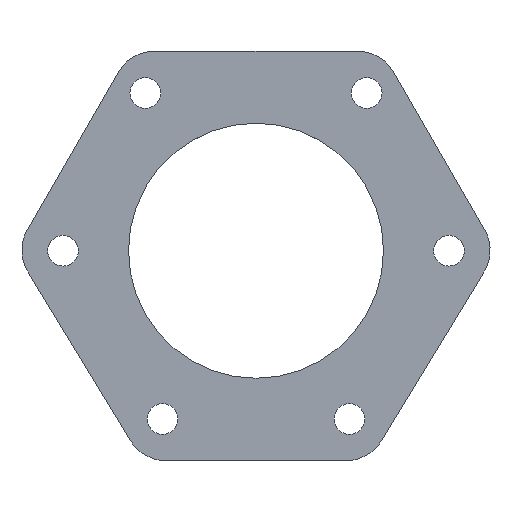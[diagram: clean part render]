
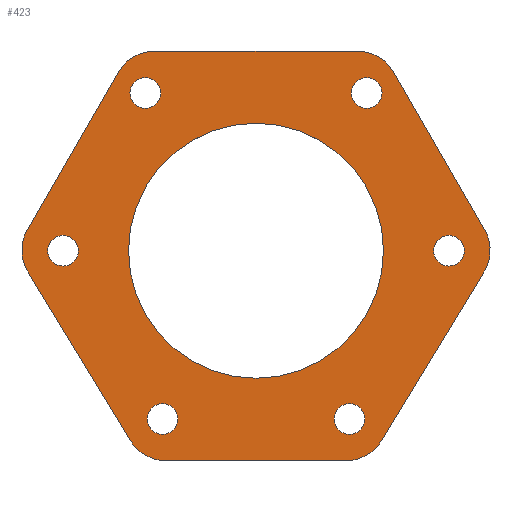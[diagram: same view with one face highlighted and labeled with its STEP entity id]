
A CAD part, top view. The second image highlights one B-rep face of the part: STEP entity #423.
In plain terms, the highlighted planar face has unit normal (0, 0, 1).
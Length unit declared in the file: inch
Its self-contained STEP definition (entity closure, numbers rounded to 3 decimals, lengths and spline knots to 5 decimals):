
#22=FACE_BOUND('',#86,.T.);
#23=FACE_BOUND('',#87,.T.);
#24=FACE_BOUND('',#88,.T.);
#25=FACE_BOUND('',#89,.T.);
#26=FACE_BOUND('',#90,.T.);
#27=FACE_BOUND('',#91,.T.);
#28=FACE_BOUND('',#92,.T.);
#36=PLANE('',#490);
#57=FACE_OUTER_BOUND('',#85,.T.);
#85=EDGE_LOOP('',(#371,#372,#373,#374,#375,#376,#377,#378,#379,#380,#381,
#382));
#86=EDGE_LOOP('',(#383));
#87=EDGE_LOOP('',(#384));
#88=EDGE_LOOP('',(#385));
#89=EDGE_LOOP('',(#386));
#90=EDGE_LOOP('',(#387));
#91=EDGE_LOOP('',(#388));
#92=EDGE_LOOP('',(#389));
#101=LINE('',#666,#132);
#107=LINE('',#681,#138);
#111=LINE('',#691,#142);
#113=LINE('',#697,#144);
#122=LINE('',#731,#153);
#123=LINE('',#733,#154);
#132=VECTOR('',#535,0.3937);
#138=VECTOR('',#551,0.3937);
#142=VECTOR('',#561,0.3937);
#144=VECTOR('',#569,0.3937);
#153=VECTOR('',#612,0.3937);
#154=VECTOR('',#615,0.3937);
#155=CIRCLE('',#445,0.5625);
#169=CIRCLE('',#462,0.5625);
#170=CIRCLE('',#464,0.5625);
#171=CIRCLE('',#467,0.5625);
#172=CIRCLE('',#470,0.5625);
#173=CIRCLE('',#473,0.5625);
#174=CIRCLE('',#475,1.705);
#175=CIRCLE('',#477,0.205);
#176=CIRCLE('',#479,0.205);
#177=CIRCLE('',#481,0.205);
#178=CIRCLE('',#483,0.205);
#179=CIRCLE('',#485,0.205);
#180=CIRCLE('',#487,0.205);
#181=VERTEX_POINT('',#620);
#182=VERTEX_POINT('',#621);
#202=VERTEX_POINT('',#665);
#203=VERTEX_POINT('',#669);
#204=VERTEX_POINT('',#673);
#205=VERTEX_POINT('',#674);
#206=VERTEX_POINT('',#679);
#207=VERTEX_POINT('',#683);
#208=VERTEX_POINT('',#684);
#209=VERTEX_POINT('',#689);
#210=VERTEX_POINT('',#693);
#211=VERTEX_POINT('',#699);
#212=VERTEX_POINT('',#703);
#213=VERTEX_POINT('',#707);
#214=VERTEX_POINT('',#711);
#215=VERTEX_POINT('',#715);
#216=VERTEX_POINT('',#719);
#217=VERTEX_POINT('',#723);
#218=VERTEX_POINT('',#727);
#219=EDGE_CURVE('',#181,#182,#155,.T.);
#241=EDGE_CURVE('',#182,#202,#101,.T.);
#243=EDGE_CURVE('',#202,#203,#169,.T.);
#245=EDGE_CURVE('',#204,#205,#170,.T.);
#249=EDGE_CURVE('',#206,#204,#107,.T.);
#250=EDGE_CURVE('',#207,#208,#171,.T.);
#254=EDGE_CURVE('',#209,#207,#111,.T.);
#255=EDGE_CURVE('',#210,#209,#172,.T.);
#257=EDGE_CURVE('',#205,#210,#113,.T.);
#258=EDGE_CURVE('',#211,#206,#173,.T.);
#261=EDGE_CURVE('',#212,#212,#174,.T.);
#263=EDGE_CURVE('',#213,#213,#175,.T.);
#265=EDGE_CURVE('',#214,#214,#176,.T.);
#267=EDGE_CURVE('',#215,#215,#177,.T.);
#269=EDGE_CURVE('',#216,#216,#178,.T.);
#271=EDGE_CURVE('',#217,#217,#179,.T.);
#273=EDGE_CURVE('',#218,#218,#180,.T.);
#274=EDGE_CURVE('',#208,#181,#122,.T.);
#275=EDGE_CURVE('',#203,#211,#123,.T.);
#371=ORIENTED_EDGE('',*,*,#219,.F.);
#372=ORIENTED_EDGE('',*,*,#274,.F.);
#373=ORIENTED_EDGE('',*,*,#250,.F.);
#374=ORIENTED_EDGE('',*,*,#254,.F.);
#375=ORIENTED_EDGE('',*,*,#255,.F.);
#376=ORIENTED_EDGE('',*,*,#257,.F.);
#377=ORIENTED_EDGE('',*,*,#245,.F.);
#378=ORIENTED_EDGE('',*,*,#249,.F.);
#379=ORIENTED_EDGE('',*,*,#258,.F.);
#380=ORIENTED_EDGE('',*,*,#275,.F.);
#381=ORIENTED_EDGE('',*,*,#243,.F.);
#382=ORIENTED_EDGE('',*,*,#241,.F.);
#383=ORIENTED_EDGE('',*,*,#261,.T.);
#384=ORIENTED_EDGE('',*,*,#263,.T.);
#385=ORIENTED_EDGE('',*,*,#265,.T.);
#386=ORIENTED_EDGE('',*,*,#267,.T.);
#387=ORIENTED_EDGE('',*,*,#269,.T.);
#388=ORIENTED_EDGE('',*,*,#271,.T.);
#389=ORIENTED_EDGE('',*,*,#273,.T.);
#423=ADVANCED_FACE('',(#57,#22,#23,#24,#25,#26,#27,#28),#36,.T.);
#445=AXIS2_PLACEMENT_3D('',#622,#495,#496);
#462=AXIS2_PLACEMENT_3D('',#670,#539,#540);
#464=AXIS2_PLACEMENT_3D('',#675,#544,#545);
#467=AXIS2_PLACEMENT_3D('',#685,#554,#555);
#470=AXIS2_PLACEMENT_3D('',#694,#564,#565);
#473=AXIS2_PLACEMENT_3D('',#700,#572,#573);
#475=AXIS2_PLACEMENT_3D('',#705,#578,#579);
#477=AXIS2_PLACEMENT_3D('',#709,#583,#584);
#479=AXIS2_PLACEMENT_3D('',#713,#588,#589);
#481=AXIS2_PLACEMENT_3D('',#717,#593,#594);
#483=AXIS2_PLACEMENT_3D('',#721,#598,#599);
#485=AXIS2_PLACEMENT_3D('',#725,#603,#604);
#487=AXIS2_PLACEMENT_3D('',#729,#608,#609);
#490=AXIS2_PLACEMENT_3D('',#734,#616,#617);
#495=DIRECTION('center_axis',(0.,0.,-1.));
#496=DIRECTION('ref_axis',(-0.49,-0.872,0.));
#535=DIRECTION('',(-0.519,0.855,0.));
#539=DIRECTION('center_axis',(0.,0.,-1.));
#540=DIRECTION('ref_axis',(-1.,-0.011,0.));
#544=DIRECTION('center_axis',(0.,0.,-1.));
#545=DIRECTION('ref_axis',(0.5,0.866,0.));
#551=DIRECTION('',(1.,0.,0.));
#554=DIRECTION('center_axis',(0.,0.,-1.));
#555=DIRECTION('ref_axis',(0.49,-0.872,0.));
#561=DIRECTION('',(-0.519,-0.855,0.));
#564=DIRECTION('center_axis',(0.,0.,-1.));
#565=DIRECTION('ref_axis',(1.,-0.011,0.));
#569=DIRECTION('',(0.5,-0.866,0.));
#572=DIRECTION('center_axis',(0.,0.,-1.));
#573=DIRECTION('ref_axis',(-0.5,0.866,0.));
#578=DIRECTION('center_axis',(0.,0.,-1.));
#579=DIRECTION('ref_axis',(-1.,0.,0.));
#583=DIRECTION('center_axis',(0.,0.,-1.));
#584=DIRECTION('ref_axis',(-1.,0.,0.));
#588=DIRECTION('center_axis',(0.,0.,-1.));
#589=DIRECTION('ref_axis',(-1.,0.,0.));
#593=DIRECTION('center_axis',(0.,0.,-1.));
#594=DIRECTION('ref_axis',(-1.,0.,0.));
#598=DIRECTION('center_axis',(0.,0.,-1.));
#599=DIRECTION('ref_axis',(-1.,0.,0.));
#603=DIRECTION('center_axis',(0.,0.,-1.));
#604=DIRECTION('ref_axis',(-1.,0.,0.));
#608=DIRECTION('center_axis',(0.,0.,-1.));
#609=DIRECTION('ref_axis',(-1.,0.,0.));
#612=DIRECTION('',(-1.,0.,0.));
#615=DIRECTION('',(0.5,0.866,0.));
#616=DIRECTION('center_axis',(0.,0.,1.));
#617=DIRECTION('ref_axis',(1.,0.,0.));
#620=CARTESIAN_POINT('',(-1.1985,-2.81,0.125));
#621=CARTESIAN_POINT('',(-1.67929,-2.53948,0.125));
#622=CARTESIAN_POINT('Origin',(-1.1985,-2.2475,0.125));
#665=CARTESIAN_POINT('',(-3.04861,-0.28473,0.125));
#666=CARTESIAN_POINT('',(-1.515,-2.81,0.125));
#669=CARTESIAN_POINT('',(-3.05496,0.2885,0.125));
#670=CARTESIAN_POINT('Origin',(-2.56782,0.00725,0.125));
#673=CARTESIAN_POINT('',(1.35524,2.67,0.125));
#674=CARTESIAN_POINT('',(1.84238,2.38875,0.125));
#675=CARTESIAN_POINT('Origin',(1.35524,2.1075,0.125));
#679=CARTESIAN_POINT('',(-1.35524,2.67,0.125));
#681=CARTESIAN_POINT('',(-1.68,2.67,0.125));
#683=CARTESIAN_POINT('',(1.67929,-2.53948,0.125));
#684=CARTESIAN_POINT('',(1.1985,-2.81,0.125));
#685=CARTESIAN_POINT('Origin',(1.1985,-2.2475,0.125));
#689=CARTESIAN_POINT('',(3.04861,-0.28473,0.125));
#691=CARTESIAN_POINT('',(3.22153,0.,0.125));
#693=CARTESIAN_POINT('',(3.05496,0.2885,0.125));
#694=CARTESIAN_POINT('Origin',(2.56782,0.00725,0.125));
#697=CARTESIAN_POINT('',(1.68,2.67,0.125));
#699=CARTESIAN_POINT('',(-1.84238,2.38875,0.125));
#700=CARTESIAN_POINT('Origin',(-1.35524,2.1075,0.125));
#703=CARTESIAN_POINT('',(1.705,0.,0.125));
#705=CARTESIAN_POINT('Origin',(0.,0.,0.125));
#707=CARTESIAN_POINT('',(-2.375,0.,0.125));
#709=CARTESIAN_POINT('Origin',(-2.58,0.,0.125));
#711=CARTESIAN_POINT('',(-1.045,-2.25,0.125));
#713=CARTESIAN_POINT('Origin',(-1.25,-2.25,0.125));
#715=CARTESIAN_POINT('',(1.455,-2.25,0.125));
#717=CARTESIAN_POINT('Origin',(1.25,-2.25,0.125));
#719=CARTESIAN_POINT('',(2.785,0.,0.125));
#721=CARTESIAN_POINT('Origin',(2.58,0.,0.125));
#723=CARTESIAN_POINT('',(1.685,2.11,0.125));
#725=CARTESIAN_POINT('Origin',(1.48,2.11,0.125));
#727=CARTESIAN_POINT('',(-1.275,2.11,0.125));
#729=CARTESIAN_POINT('Origin',(-1.48,2.11,0.125));
#731=CARTESIAN_POINT('',(1.515,-2.81,0.125));
#733=CARTESIAN_POINT('',(-3.22153,0.,0.125));
#734=CARTESIAN_POINT('Origin',(0.,-0.02872,
0.125));
